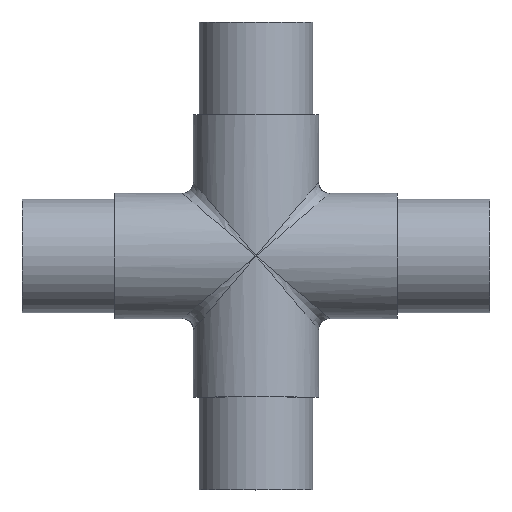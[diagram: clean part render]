
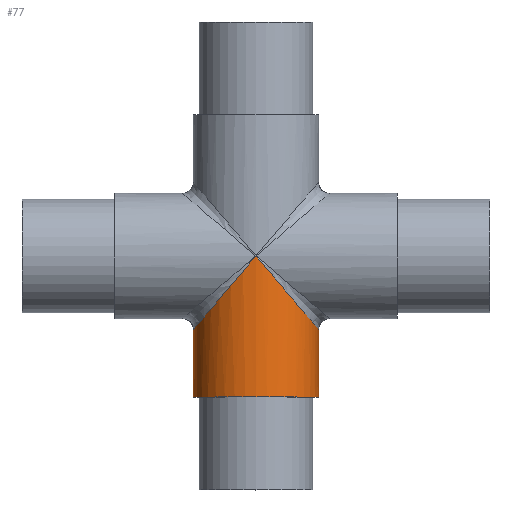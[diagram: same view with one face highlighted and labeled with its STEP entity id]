
A CAD part, top view. The second image highlights one B-rep face of the part: STEP entity #77.
In plain terms, the highlighted cylindrical face has radius 16.85 mm (diameter 33.7 mm), a full revolution.
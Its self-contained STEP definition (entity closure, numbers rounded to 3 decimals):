
#63=ELLIPSE('',#343,26.037,16.85);
#64=ELLIPSE('',#344,26.037,16.85);
#77=ADVANCED_FACE('',(#119,#120),#99,.T.);
#99=CYLINDRICAL_SURFACE('',#346,16.85);
#119=FACE_BOUND('',#159,.T.);
#120=FACE_BOUND('',#160,.T.);
#159=EDGE_LOOP('',(#205,#206));
#160=EDGE_LOOP('',(#207));
#205=ORIENTED_EDGE('',*,*,#277,.T.);
#206=ORIENTED_EDGE('',*,*,#278,.T.);
#207=ORIENTED_EDGE('',*,*,#279,.T.);
#255=VERTEX_POINT('',#503);
#256=VERTEX_POINT('',#504);
#257=VERTEX_POINT('',#507);
#277=EDGE_CURVE('',#255,#256,#63,.T.);
#278=EDGE_CURVE('',#256,#255,#64,.T.);
#279=EDGE_CURVE('',#257,#257,#301,.T.);
#301=CIRCLE('',#345,16.85);
#343=AXIS2_PLACEMENT_3D('',#502,#411,#412);
#344=AXIS2_PLACEMENT_3D('',#505,#413,#414);
#345=AXIS2_PLACEMENT_3D('',#506,#415,#416);
#346=AXIS2_PLACEMENT_3D('',#508,#417,#418);
#411=DIRECTION('',(-0.762,-0.647,0.));
#412=DIRECTION('',(0.647,-0.762,0.));
#413=DIRECTION('',(0.762,-0.647,0.));
#414=DIRECTION('',(-0.647,-0.762,0.));
#415=DIRECTION('',(0.,1.,0.));
#416=DIRECTION('',(0.,0.,-1.));
#417=DIRECTION('',(0.,1.,0.));
#418=DIRECTION('',(0.,0.,-1.));
#502=CARTESIAN_POINT('',(0.,0.,0.));
#503=CARTESIAN_POINT('',(0.,0.,-16.85));
#504=CARTESIAN_POINT('',(0.,0.,16.85));
#505=CARTESIAN_POINT('',(0.,0.,0.));
#506=CARTESIAN_POINT('',(0.,-38.,0.));
#507=CARTESIAN_POINT('',(0.,-38.,-16.85));
#508=CARTESIAN_POINT('',(0.,0.,0.));
